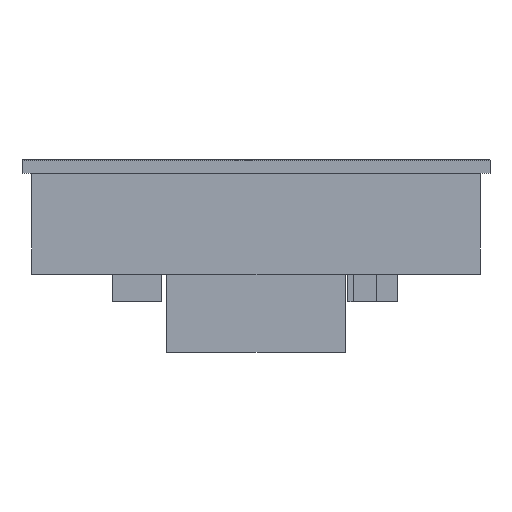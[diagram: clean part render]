
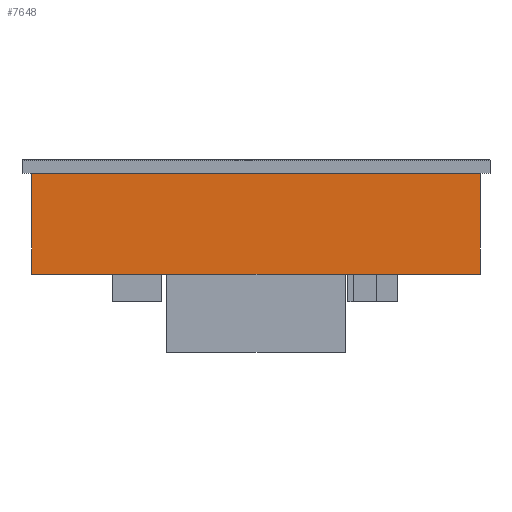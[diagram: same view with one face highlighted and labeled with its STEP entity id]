
A CAD part, front view. The second image highlights one B-rep face of the part: STEP entity #7648.
In plain terms, the highlighted planar face has unit normal (0, -1, 0).
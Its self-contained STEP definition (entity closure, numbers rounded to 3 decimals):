
#7533=DIRECTION('',(-1.,0.,0.));
#7534=VECTOR('',#7533,138.);
#7535=CARTESIAN_POINT('',(90.,-20.5,-31.));
#7536=LINE('',#7535,#7534);
#7540=DIRECTION('',(0.,0.,1.));
#7541=VECTOR('',#7540,31.);
#7542=CARTESIAN_POINT('',(-48.,-20.5,-31.));
#7543=LINE('',#7542,#7541);
#7547=DIRECTION('',(1.,0.,0.));
#7548=VECTOR('',#7547,138.);
#7549=CARTESIAN_POINT('',(-48.,-20.5,0.));
#7550=LINE('',#7549,#7548);
#7554=DIRECTION('',(0.,0.,-1.));
#7555=VECTOR('',#7554,31.);
#7556=CARTESIAN_POINT('',(90.,-20.5,0.));
#7557=LINE('',#7556,#7555);
#7617=CARTESIAN_POINT('',(90.,-20.5,-31.));
#7618=CARTESIAN_POINT('',(-48.,-20.5,-31.));
#7619=VERTEX_POINT('',#7617);
#7620=VERTEX_POINT('',#7618);
#7621=CARTESIAN_POINT('',(-48.,-20.5,0.));
#7622=VERTEX_POINT('',#7621);
#7623=CARTESIAN_POINT('',(90.,-20.5,0.));
#7624=VERTEX_POINT('',#7623);
#7633=CARTESIAN_POINT('',(21.,-20.5,-15.5));
#7634=DIRECTION('',(0.,-1.,0.));
#7635=DIRECTION('',(0.,0.,-1.));
#7636=AXIS2_PLACEMENT_3D('',#7633,#7634,#7635);
#7637=PLANE('',#7636);
#7639=ORIENTED_EDGE('',*,*,#7638,.T.);
#7641=ORIENTED_EDGE('',*,*,#7640,.T.);
#7643=ORIENTED_EDGE('',*,*,#7642,.T.);
#7645=ORIENTED_EDGE('',*,*,#7644,.T.);
#7646=EDGE_LOOP('',(#7639,#7641,#7643,#7645));
#7647=FACE_OUTER_BOUND('',#7646,.F.);
#7638=EDGE_CURVE('',#7619,#7620,#7536,.T.);
#7640=EDGE_CURVE('',#7620,#7622,#7543,.T.);
#7642=EDGE_CURVE('',#7622,#7624,#7550,.T.);
#7644=EDGE_CURVE('',#7624,#7619,#7557,.T.);
#7648=ADVANCED_FACE('',(#7647),#7637,.T.);
